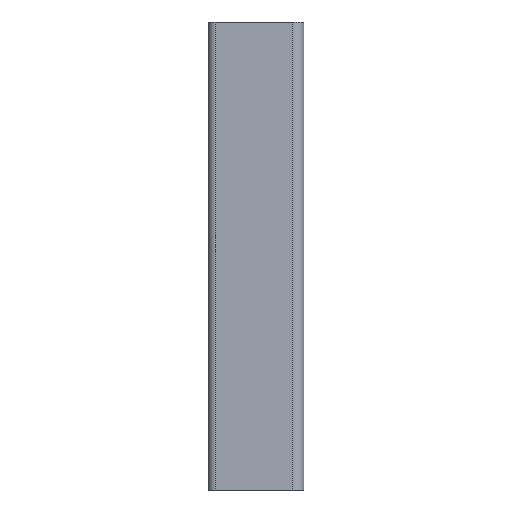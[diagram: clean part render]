
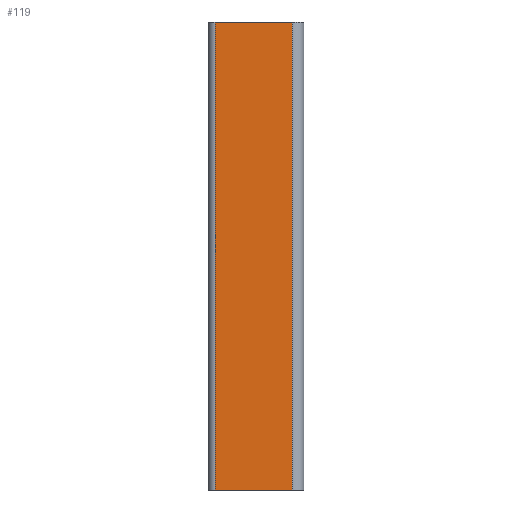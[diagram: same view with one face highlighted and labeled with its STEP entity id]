
A CAD part, left-side view. The second image highlights one B-rep face of the part: STEP entity #119.
In plain terms, the highlighted planar face has unit normal (-1, 0, 0).
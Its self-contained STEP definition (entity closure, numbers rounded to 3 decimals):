
#48 = VERTEX_POINT ( 'NONE', #769 ) ;
#55 = CARTESIAN_POINT ( 'NONE',  ( -20.5, 5., 0. ) ) ;
#119 = ADVANCED_FACE ( 'NONE', ( #1383 ), #266, .F. ) ;
#120 = LINE ( 'NONE', #315, #1905 ) ;
#240 = DIRECTION ( 'NONE',  ( 1., 0., 0. ) ) ;
#266 = PLANE ( 'NONE',  #1102 ) ;
#311 = EDGE_CURVE ( 'NONE', #1927, #524, #569, .T. ) ;
#315 = CARTESIAN_POINT ( 'NONE',  ( -20.5, 38., 200. ) ) ;
#368 = DIRECTION ( 'NONE',  ( 0., 0., -1. ) ) ;
#425 = ORIENTED_EDGE ( 'NONE', *, *, #863, .F. ) ;
#427 = ORIENTED_EDGE ( 'NONE', *, *, #919, .T. ) ;
#524 = VERTEX_POINT ( 'NONE', #648 ) ;
#535 = CARTESIAN_POINT ( 'NONE',  ( -20.5, 5., 200. ) ) ;
#569 = LINE ( 'NONE', #55, #1003 ) ;
#640 = DIRECTION ( 'NONE',  ( 0., 0., -1. ) ) ;
#648 = CARTESIAN_POINT ( 'NONE',  ( -20.5, 5., 0. ) ) ;
#733 = VERTEX_POINT ( 'NONE', #1353 ) ;
#769 = CARTESIAN_POINT ( 'NONE',  ( -20.5, 38., 200. ) ) ;
#844 = CARTESIAN_POINT ( 'NONE',  ( -20.5, 5., 200. ) ) ;
#863 = EDGE_CURVE ( 'NONE', #733, #524, #950, .T. ) ;
#889 = VECTOR ( 'NONE', #368, 1000. ) ;
#903 = DIRECTION ( 'NONE',  ( 0., 0., -1. ) ) ;
#919 = EDGE_CURVE ( 'NONE', #48, #1927, #120, .T. ) ;
#950 = LINE ( 'NONE', #1280, #889 ) ;
#1003 = VECTOR ( 'NONE', #1617, 1000. ) ;
#1080 = VECTOR ( 'NONE', #1759, 1000. ) ;
#1101 = EDGE_LOOP ( 'NONE', ( #1500, #425, #1832, #427 ) ) ;
#1102 = AXIS2_PLACEMENT_3D ( 'NONE', #535, #240, #640 ) ;
#1212 = LINE ( 'NONE', #844, #1080 ) ;
#1280 = CARTESIAN_POINT ( 'NONE',  ( -20.5, 5., 200. ) ) ;
#1353 = CARTESIAN_POINT ( 'NONE',  ( -20.5, 5., 200. ) ) ;
#1383 = FACE_OUTER_BOUND ( 'NONE', #1101, .T. ) ;
#1500 = ORIENTED_EDGE ( 'NONE', *, *, #311, .T. ) ;
#1617 = DIRECTION ( 'NONE',  ( 0., -1., 0. ) ) ;
#1759 = DIRECTION ( 'NONE',  ( 0., -1., 0. ) ) ;
#1781 = CARTESIAN_POINT ( 'NONE',  ( -20.5, 38., 0. ) ) ;
#1804 = EDGE_CURVE ( 'NONE', #48, #733, #1212, .T. ) ;
#1832 = ORIENTED_EDGE ( 'NONE', *, *, #1804, .F. ) ;
#1905 = VECTOR ( 'NONE', #903, 1000. ) ;
#1927 = VERTEX_POINT ( 'NONE', #1781 ) ;
